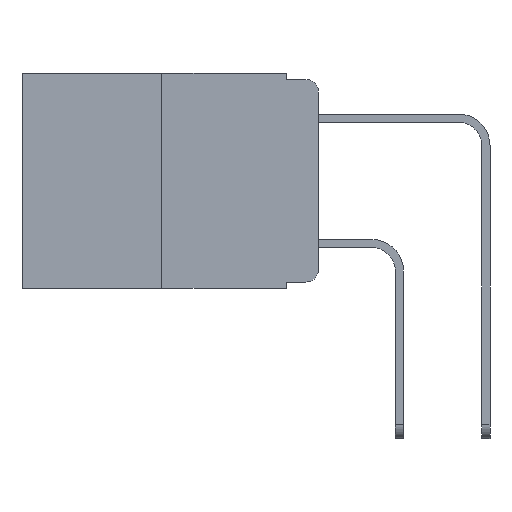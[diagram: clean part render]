
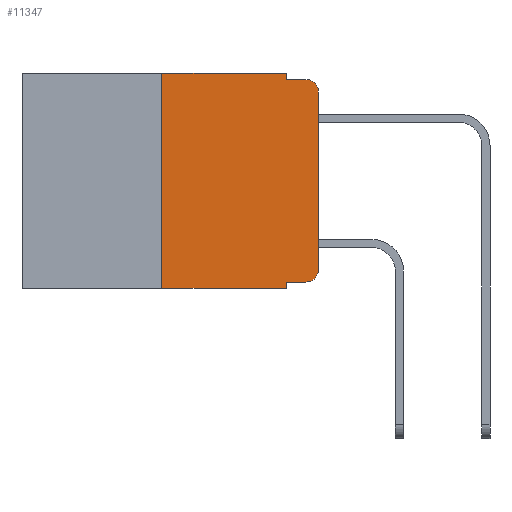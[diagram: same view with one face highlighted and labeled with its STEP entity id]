
A CAD part, left-side view. The second image highlights one B-rep face of the part: STEP entity #11347.
In plain terms, the highlighted planar face has unit normal (-1, 0, 0).
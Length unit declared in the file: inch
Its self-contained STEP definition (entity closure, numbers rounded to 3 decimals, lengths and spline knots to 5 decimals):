
#157 = EDGE_CURVE ( 'NONE', #2162, #569, #9859, .T. ) ;
#395 = CARTESIAN_POINT ( 'NONE',  ( 0., 0., 0. ) ) ;
#569 = VERTEX_POINT ( 'NONE', #3243 ) ;
#732 = DIRECTION ( 'NONE',  ( 0., -1., 0. ) ) ;
#766 = CARTESIAN_POINT ( 'NONE',  ( 0., 0.051, -0.01 ) ) ;
#806 = EDGE_CURVE ( 'NONE', #569, #843, #12439, .T. ) ;
#843 = VERTEX_POINT ( 'NONE', #2274 ) ;
#1225 = EDGE_CURVE ( 'NONE', #8117, #4356, #2530, .T. ) ;
#1244 = DIRECTION ( 'NONE',  ( 0., -1., 0. ) ) ;
#1398 = DIRECTION ( 'NONE',  ( 0., 0., 1. ) ) ;
#1475 = CARTESIAN_POINT ( 'NONE',  ( 0., 0.02, -0.313 ) ) ;
#1477 = CARTESIAN_POINT ( 'NONE',  ( 0., 0.051, -0.343 ) ) ;
#1511 = DIRECTION ( 'NONE',  ( 0., 0., 1. ) ) ;
#1898 = VECTOR ( 'NONE', #732, 39.37008 ) ;
#1998 = EDGE_CURVE ( 'NONE', #2125, #9241, #9810, .T. ) ;
#2051 = CARTESIAN_POINT ( 'NONE',  ( 0., 0.473, -0.343 ) ) ;
#2125 = VERTEX_POINT ( 'NONE', #8222 ) ;
#2162 = VERTEX_POINT ( 'NONE', #12192 ) ;
#2274 = CARTESIAN_POINT ( 'NONE',  ( 0., 0.02, -0.01 ) ) ;
#2425 = EDGE_CURVE ( 'NONE', #11623, #4356, #9800, .T. ) ;
#2530 = LINE ( 'NONE', #2051, #12424 ) ;
#2895 = ORIENTED_EDGE ( 'NONE', *, *, #1225, .T. ) ;
#3002 = EDGE_CURVE ( 'NONE', #3083, #843, #9232, .T. ) ;
#3083 = VERTEX_POINT ( 'NONE', #11822 ) ;
#3243 = CARTESIAN_POINT ( 'NONE',  ( 0., 0.051, -0.01 ) ) ;
#3515 = LINE ( 'NONE', #395, #8392 ) ;
#3943 = DIRECTION ( 'NONE',  ( 0., -1., 0. ) ) ;
#4114 = LINE ( 'NONE', #4920, #11394 ) ;
#4226 = ORIENTED_EDGE ( 'NONE', *, *, #5835, .F. ) ;
#4267 = DIRECTION ( 'NONE',  ( -1., 0., 0. ) ) ;
#4356 = VERTEX_POINT ( 'NONE', #1477 ) ;
#4920 = CARTESIAN_POINT ( 'NONE',  ( 0., 0.473, 0. ) ) ;
#5238 = DIRECTION ( 'NONE',  ( -1., 0., 0. ) ) ;
#5573 = AXIS2_PLACEMENT_3D ( 'NONE', #7439, #5238, #7498 ) ;
#5580 = CARTESIAN_POINT ( 'NONE',  ( 0., 0.25, -0.343 ) ) ;
#5637 = PLANE ( 'NONE',  #10914 ) ;
#5769 = DIRECTION ( 'NONE',  ( 0., 0., -1. ) ) ;
#5835 = EDGE_CURVE ( 'NONE', #8117, #7407, #7412, .T. ) ;
#5877 = LINE ( 'NONE', #8195, #10570 ) ;
#6027 = CARTESIAN_POINT ( 'NONE',  ( 0., 0.051, 0. ) ) ;
#6276 = AXIS2_PLACEMENT_3D ( 'NONE', #1475, #4267, #9504 ) ;
#6278 = CARTESIAN_POINT ( 'NONE',  ( 0., 0.051, 0. ) ) ;
#6537 = CARTESIAN_POINT ( 'NONE',  ( 0., 0.473, 0. ) ) ;
#6577 = DIRECTION ( 'NONE',  ( 0., 0., -1. ) ) ;
#7023 = CARTESIAN_POINT ( 'NONE',  ( 0., 0.25, 0. ) ) ;
#7320 = VECTOR ( 'NONE', #9982, 39.37008 ) ;
#7381 = CARTESIAN_POINT ( 'NONE',  ( 0., 0., -0.313 ) ) ;
#7407 = VERTEX_POINT ( 'NONE', #7023 ) ;
#7412 = LINE ( 'NONE', #11234, #7702 ) ;
#7439 = CARTESIAN_POINT ( 'NONE',  ( 0., 0.02, -0.03 ) ) ;
#7498 = DIRECTION ( 'NONE',  ( 0., 0., -1. ) ) ;
#7595 = ORIENTED_EDGE ( 'NONE', *, *, #3002, .T. ) ;
#7702 = VECTOR ( 'NONE', #1511, 39.37008 ) ;
#7806 = ORIENTED_EDGE ( 'NONE', *, *, #9514, .F. ) ;
#7886 = ORIENTED_EDGE ( 'NONE', *, *, #8716, .T. ) ;
#7955 = CARTESIAN_POINT ( 'NONE',  ( 0., 0.051, -0.333 ) ) ;
#7989 = EDGE_CURVE ( 'NONE', #11623, #2125, #5877, .T. ) ;
#8117 = VERTEX_POINT ( 'NONE', #5580 ) ;
#8195 = CARTESIAN_POINT ( 'NONE',  ( 0., 0.051, -0.333 ) ) ;
#8222 = CARTESIAN_POINT ( 'NONE',  ( 0., 0.02, -0.333 ) ) ;
#8330 = ORIENTED_EDGE ( 'NONE', *, *, #157, .F. ) ;
#8392 = VECTOR ( 'NONE', #1398, 39.37008 ) ;
#8716 = EDGE_CURVE ( 'NONE', #9241, #3083, #3515, .T. ) ;
#9014 = VECTOR ( 'NONE', #5769, 39.37008 ) ;
#9232 = CIRCLE ( 'NONE', #5573, 0.02 ) ;
#9241 = VERTEX_POINT ( 'NONE', #7381 ) ;
#9350 = DIRECTION ( 'NONE',  ( 0., -1., 0. ) ) ;
#9504 = DIRECTION ( 'NONE',  ( 0., 0., -1. ) ) ;
#9514 = EDGE_CURVE ( 'NONE', #7407, #2162, #4114, .T. ) ;
#9732 = ORIENTED_EDGE ( 'NONE', *, *, #806, .F. ) ;
#9800 = LINE ( 'NONE', #6278, #7320 ) ;
#9810 = CIRCLE ( 'NONE', #6276, 0.02 ) ;
#9859 = LINE ( 'NONE', #6027, #9014 ) ;
#9982 = DIRECTION ( 'NONE',  ( 0., 0., -1. ) ) ;
#10570 = VECTOR ( 'NONE', #1244, 39.37008 ) ;
#10587 = ORIENTED_EDGE ( 'NONE', *, *, #7989, .T. ) ;
#10914 = AXIS2_PLACEMENT_3D ( 'NONE', #6537, #12159, #6577 ) ;
#11182 = ORIENTED_EDGE ( 'NONE', *, *, #1998, .T. ) ;
#11234 = CARTESIAN_POINT ( 'NONE',  ( 0., 0.25, 0. ) ) ;
#11347 = ADVANCED_FACE ( 'NONE', ( #11851 ), #5637, .F. ) ;
#11394 = VECTOR ( 'NONE', #3943, 39.37008 ) ;
#11623 = VERTEX_POINT ( 'NONE', #7955 ) ;
#11745 = ORIENTED_EDGE ( 'NONE', *, *, #2425, .F. ) ;
#11822 = CARTESIAN_POINT ( 'NONE',  ( 0., 0., -0.03 ) ) ;
#11851 = FACE_OUTER_BOUND ( 'NONE', #12295, .T. ) ;
#12159 = DIRECTION ( 'NONE',  ( 1., 0., 0. ) ) ;
#12192 = CARTESIAN_POINT ( 'NONE',  ( 0., 0.051, 0. ) ) ;
#12295 = EDGE_LOOP ( 'NONE', ( #7886, #7595, #9732, #8330, #7806, #4226, #2895, #11745, #10587, #11182 ) ) ;
#12424 = VECTOR ( 'NONE', #9350, 39.37008 ) ;
#12439 = LINE ( 'NONE', #766, #1898 ) ;
